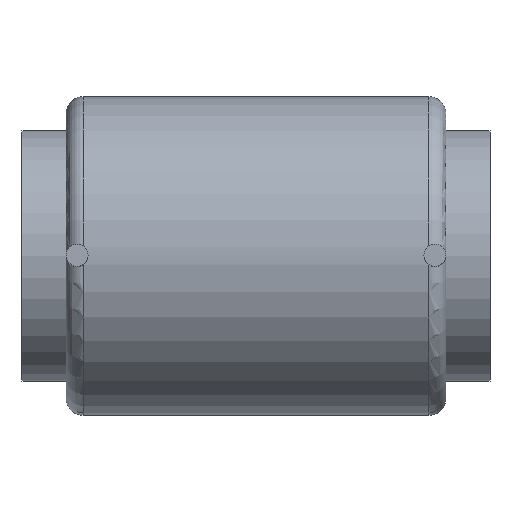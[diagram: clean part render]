
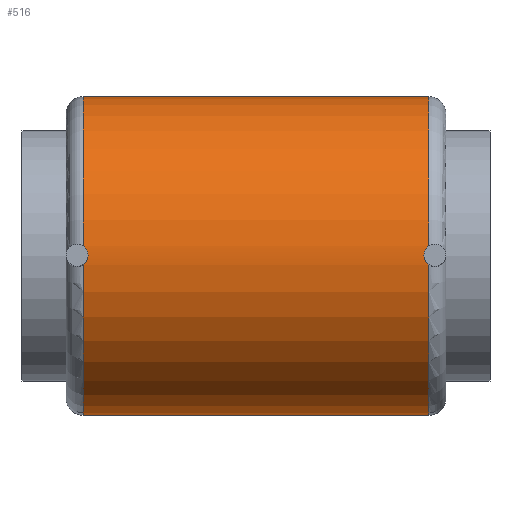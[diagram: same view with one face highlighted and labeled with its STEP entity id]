
A CAD part, top view. The second image highlights one B-rep face of the part: STEP entity #516.
In plain terms, the highlighted cylindrical face has radius 11.938 mm (diameter 23.876 mm), a partial arc.
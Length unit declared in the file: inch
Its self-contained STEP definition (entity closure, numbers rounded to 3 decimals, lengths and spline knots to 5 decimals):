
#72=CARTESIAN_POINT('',(0.51,0.02739,0.4692));
#87=CARTESIAN_POINT('',(0.51,-0.02739,0.4692));
#119=DIRECTION('',(1.,0.,0.));
#120=VECTOR('',#119,1.02);
#121=CARTESIAN_POINT('',(-0.51,-0.47,0.));
#122=LINE('',#121,#120);
#123=CARTESIAN_POINT('',(-0.51,-0.02739,0.4692));
#124=CARTESIAN_POINT('',(-0.50847,-0.02641,
0.46926));
#125=CARTESIAN_POINT('',(-0.50561,-0.02422,
0.46938));
#126=CARTESIAN_POINT('',(-0.50189,-0.02026,
0.46957));
#127=CARTESIAN_POINT('',(-0.49886,-0.01568,
0.46975));
#128=CARTESIAN_POINT('',(-0.49666,-0.01072,
0.46989));
#129=CARTESIAN_POINT('',(-0.4953,-0.0054,
0.46998));
#130=CARTESIAN_POINT('',(-0.495,-0.00182,0.47));
#131=CARTESIAN_POINT('',(-0.495,0.,0.47));
#133=CARTESIAN_POINT('',(-0.495,0.,0.47));
#134=CARTESIAN_POINT('',(-0.495,0.00182,0.47));
#135=CARTESIAN_POINT('',(-0.4953,0.0054,
0.46998));
#136=CARTESIAN_POINT('',(-0.49666,0.01073,
0.46989));
#137=CARTESIAN_POINT('',(-0.49886,0.01568,
0.46975));
#138=CARTESIAN_POINT('',(-0.50189,0.02026,
0.46957));
#139=CARTESIAN_POINT('',(-0.50561,0.02422,
0.46938));
#140=CARTESIAN_POINT('',(-0.50847,0.02641,
0.46926));
#141=CARTESIAN_POINT('',(-0.51,0.02739,0.4692));
#143=CARTESIAN_POINT('',(-0.51,0.,0.));
#144=DIRECTION('',(-1.,0.,0.));
#145=DIRECTION('',(0.,0.058,0.998));
#146=AXIS2_PLACEMENT_3D('',#143,#144,#145);
#148=DIRECTION('',(1.,0.,0.));
#149=VECTOR('',#148,1.02);
#150=CARTESIAN_POINT('',(-0.51,0.47,0.));
#151=LINE('',#150,#149);
#152=CARTESIAN_POINT('',(0.51,0.,0.));
#153=DIRECTION('',(1.,0.,0.));
#154=DIRECTION('',(0.,1.,0.));
#155=AXIS2_PLACEMENT_3D('',#152,#153,#154);
#157=CARTESIAN_POINT('',(0.51,0.02739,0.4692));
#158=CARTESIAN_POINT('',(0.50847,0.02641,
0.46926));
#159=CARTESIAN_POINT('',(0.50561,0.02422,
0.46938));
#160=CARTESIAN_POINT('',(0.50189,0.02026,
0.46957));
#161=CARTESIAN_POINT('',(0.49886,0.01568,
0.46975));
#162=CARTESIAN_POINT('',(0.49666,0.01072,
0.46989));
#163=CARTESIAN_POINT('',(0.4953,0.0054,
0.46998));
#164=CARTESIAN_POINT('',(0.495,0.00182,0.47));
#165=CARTESIAN_POINT('',(0.495,0.,0.47));
#167=CARTESIAN_POINT('',(0.495,0.,0.47));
#168=CARTESIAN_POINT('',(0.495,-0.00182,0.47));
#169=CARTESIAN_POINT('',(0.4953,-0.0054,
0.46998));
#170=CARTESIAN_POINT('',(0.49666,-0.01073,
0.46989));
#171=CARTESIAN_POINT('',(0.49886,-0.01568,
0.46975));
#172=CARTESIAN_POINT('',(0.50189,-0.02026,
0.46957));
#173=CARTESIAN_POINT('',(0.50561,-0.02422,
0.46938));
#174=CARTESIAN_POINT('',(0.50847,-0.02641,
0.46926));
#175=CARTESIAN_POINT('',(0.51,-0.02739,0.4692));
#177=CARTESIAN_POINT('',(0.51,0.,0.));
#178=DIRECTION('',(1.,0.,0.));
#179=DIRECTION('',(0.,-0.058,0.998));
#180=AXIS2_PLACEMENT_3D('',#177,#178,#179);
#182=CARTESIAN_POINT('',(-0.51,0.,0.));
#183=DIRECTION('',(-1.,0.,0.));
#184=DIRECTION('',(0.,-1.,0.));
#185=AXIS2_PLACEMENT_3D('',#182,#183,#184);
#211=CARTESIAN_POINT('',(-0.51,-0.02739,0.4692));
#218=CARTESIAN_POINT('',(-0.51,0.02739,0.4692));
#285=CARTESIAN_POINT('',(0.51,-0.47,0.));
#286=CARTESIAN_POINT('',(0.51,0.47,0.));
#287=VERTEX_POINT('',#285);
#288=VERTEX_POINT('',#286);
#289=CARTESIAN_POINT('',(-0.51,0.47,0.));
#290=CARTESIAN_POINT('',(-0.51,-0.47,0.));
#291=VERTEX_POINT('',#289);
#292=VERTEX_POINT('',#290);
#305=VERTEX_POINT('',#87);
#307=VERTEX_POINT('',#72);
#309=VERTEX_POINT('',#211);
#310=VERTEX_POINT('',#218);
#311=CARTESIAN_POINT('',(-0.495,0.,0.47));
#312=VERTEX_POINT('',#311);
#313=CARTESIAN_POINT('',(0.495,0.,0.47));
#314=VERTEX_POINT('',#313);
#495=CARTESIAN_POINT('',(-0.56,0.,0.));
#496=DIRECTION('',(1.,0.,0.));
#497=DIRECTION('',(0.,-1.,0.));
#498=AXIS2_PLACEMENT_3D('',#495,#496,#497);
#499=CYLINDRICAL_SURFACE('',#498,0.47);
#501=ORIENTED_EDGE('',*,*,#500,.T.);
#503=ORIENTED_EDGE('',*,*,#502,.T.);
#505=ORIENTED_EDGE('',*,*,#504,.T.);
#506=ORIENTED_EDGE('',*,*,#486,.T.);
#507=ORIENTED_EDGE('',*,*,#424,.T.);
#508=ORIENTED_EDGE('',*,*,#444,.T.);
#509=ORIENTED_EDGE('',*,*,#456,.T.);
#510=ORIENTED_EDGE('',*,*,#472,.T.);
#511=ORIENTED_EDGE('',*,*,#490,.F.);
#513=ORIENTED_EDGE('',*,*,#512,.T.);
#514=EDGE_LOOP('',(#501,#503,#505,#506,#507,#508,#509,#510,#511,#513));
#515=FACE_OUTER_BOUND('',#514,.F.);
#132=B_SPLINE_CURVE_WITH_KNOTS('',3,(#123,#124,#125,#126,#127,#128,#129,#130,
#131),.UNSPECIFIED.,.F.,.F.,(4,1,1,1,1,1,4),(0.,0.16667,
0.33333,0.5,0.66667,0.83333,1.),
.UNSPECIFIED.);
#142=B_SPLINE_CURVE_WITH_KNOTS('',3,(#133,#134,#135,#136,#137,#138,#139,#140,
#141),.UNSPECIFIED.,.F.,.F.,(4,1,1,1,1,1,4),(0.,0.16667,
0.33333,0.5,0.66667,0.83333,1.),
.UNSPECIFIED.);
#147=CIRCLE('',#146,0.47);
#156=CIRCLE('',#155,0.47);
#166=B_SPLINE_CURVE_WITH_KNOTS('',3,(#157,#158,#159,#160,#161,#162,#163,#164,
#165),.UNSPECIFIED.,.F.,.F.,(4,1,1,1,1,1,4),(0.,0.16667,
0.33333,0.5,0.66667,0.83333,1.),
.UNSPECIFIED.);
#176=B_SPLINE_CURVE_WITH_KNOTS('',3,(#167,#168,#169,#170,#171,#172,#173,#174,
#175),.UNSPECIFIED.,.F.,.F.,(4,1,1,1,1,1,4),(0.,0.16667,
0.33333,0.5,0.66667,0.83333,1.),
.UNSPECIFIED.);
#181=CIRCLE('',#180,0.47);
#186=CIRCLE('',#185,0.47);
#424=EDGE_CURVE('',#288,#307,#156,.T.);
#444=EDGE_CURVE('',#307,#314,#166,.T.);
#456=EDGE_CURVE('',#314,#305,#176,.T.);
#472=EDGE_CURVE('',#305,#287,#181,.T.);
#486=EDGE_CURVE('',#291,#288,#151,.T.);
#490=EDGE_CURVE('',#292,#287,#122,.T.);
#500=EDGE_CURVE('',#309,#312,#132,.T.);
#502=EDGE_CURVE('',#312,#310,#142,.T.);
#504=EDGE_CURVE('',#310,#291,#147,.T.);
#512=EDGE_CURVE('',#292,#309,#186,.T.);
#516=ADVANCED_FACE('',(#515),#499,.T.);
